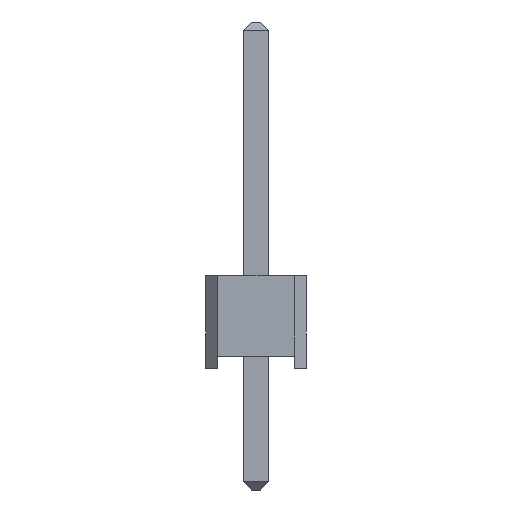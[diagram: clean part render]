
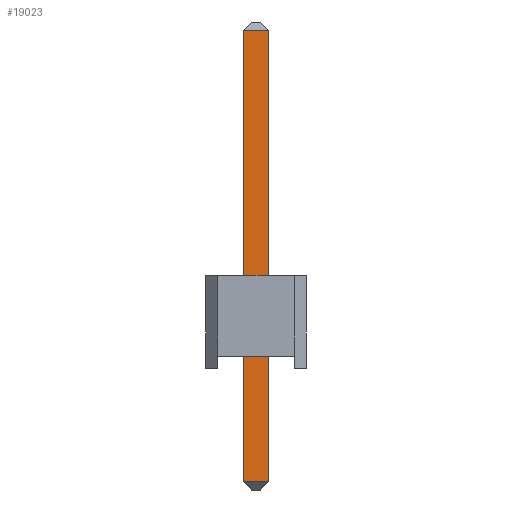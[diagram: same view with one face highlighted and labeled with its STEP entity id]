
A CAD part, left-side view. The second image highlights one B-rep face of the part: STEP entity #19023.
In plain terms, the highlighted planar face has unit normal (-1, 0, 0).
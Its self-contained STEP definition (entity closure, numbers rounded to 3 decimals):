
#18670 = PLANE('',#18671);
#18671 = AXIS2_PLACEMENT_3D('',#18672,#18673,#18674);
#18672 = CARTESIAN_POINT('',(-0.32,0.32,-3.));
#18673 = DIRECTION('',(-0.,1.,0.));
#18674 = DIRECTION('',(0.,0.,1.));
#18695 = VERTEX_POINT('',#18696);
#18696 = CARTESIAN_POINT('',(-0.32,0.32,-2.8));
#18722 = EDGE_CURVE('',#18695,#18723,#18725,.T.);
#18723 = VERTEX_POINT('',#18724);
#18724 = CARTESIAN_POINT('',(-0.32,0.32,8.34));
#18725 = SURFACE_CURVE('',#18726,(#18730,#18737),.PCURVE_S1.);
#18726 = LINE('',#18727,#18728);
#18727 = CARTESIAN_POINT('',(-0.32,0.32,-3.));
#18728 = VECTOR('',#18729,1.);
#18729 = DIRECTION('',(0.,-0.,1.));
#18730 = PCURVE('',#18670,#18731);
#18731 = DEFINITIONAL_REPRESENTATION('',(#18732),#18736);
#18732 = LINE('',#18733,#18734);
#18733 = CARTESIAN_POINT('',(0.,0.));
#18734 = VECTOR('',#18735,1.);
#18735 = DIRECTION('',(1.,0.));
#18736 = ( GEOMETRIC_REPRESENTATION_CONTEXT(2) 
PARAMETRIC_REPRESENTATION_CONTEXT() REPRESENTATION_CONTEXT('2D SPACE',''
  ) );
#18737 = PCURVE('',#18738,#18743);
#18738 = PLANE('',#18739);
#18739 = AXIS2_PLACEMENT_3D('',#18740,#18741,#18742);
#18740 = CARTESIAN_POINT('',(-0.32,-0.32,-3.));
#18741 = DIRECTION('',(-1.,0.,0.));
#18742 = DIRECTION('',(0.,0.,1.));
#18743 = DEFINITIONAL_REPRESENTATION('',(#18744),#18748);
#18744 = LINE('',#18745,#18746);
#18745 = CARTESIAN_POINT('',(0.,0.64));
#18746 = VECTOR('',#18747,1.);
#18747 = DIRECTION('',(1.,0.));
#18748 = ( GEOMETRIC_REPRESENTATION_CONTEXT(2) 
PARAMETRIC_REPRESENTATION_CONTEXT() REPRESENTATION_CONTEXT('2D SPACE',''
  ) );
#18850 = PLANE('',#18851);
#18851 = AXIS2_PLACEMENT_3D('',#18852,#18853,#18854);
#18852 = CARTESIAN_POINT('',(-0.22,-0.32,-2.9));
#18853 = DIRECTION('',(0.707,0.,0.707));
#18854 = DIRECTION('',(0.707,0.,-0.707));
#18883 = PLANE('',#18884);
#18884 = AXIS2_PLACEMENT_3D('',#18885,#18886,#18887);
#18885 = CARTESIAN_POINT('',(0.32,-0.32,-3.));
#18886 = DIRECTION('',(0.,-1.,0.));
#18887 = DIRECTION('',(0.,-0.,-1.));
#18963 = PLANE('',#18964);
#18964 = AXIS2_PLACEMENT_3D('',#18965,#18966,#18967);
#18965 = CARTESIAN_POINT('',(-0.22,-0.32,8.44));
#18966 = DIRECTION('',(-0.707,0.,0.707));
#18967 = DIRECTION('',(0.707,0.,0.707));
#19023 = ADVANCED_FACE('',(#19024),#18738,.T.);
#19024 = FACE_BOUND('',#19025,.T.);
#19025 = EDGE_LOOP('',(#19026,#19027,#19050,#19073));
#19026 = ORIENTED_EDGE('',*,*,#18722,.F.);
#19027 = ORIENTED_EDGE('',*,*,#19028,.T.);
#19028 = EDGE_CURVE('',#18695,#19029,#19031,.T.);
#19029 = VERTEX_POINT('',#19030);
#19030 = CARTESIAN_POINT('',(-0.32,-0.32,-2.8));
#19031 = SURFACE_CURVE('',#19032,(#19036,#19043),.PCURVE_S1.);
#19032 = LINE('',#19033,#19034);
#19033 = CARTESIAN_POINT('',(-0.32,-0.32,-2.8));
#19034 = VECTOR('',#19035,1.);
#19035 = DIRECTION('',(-0.,-1.,0.));
#19036 = PCURVE('',#18738,#19037);
#19037 = DEFINITIONAL_REPRESENTATION('',(#19038),#19042);
#19038 = LINE('',#19039,#19040);
#19039 = CARTESIAN_POINT('',(0.2,0.));
#19040 = VECTOR('',#19041,1.);
#19041 = DIRECTION('',(0.,-1.));
#19042 = ( GEOMETRIC_REPRESENTATION_CONTEXT(2) 
PARAMETRIC_REPRESENTATION_CONTEXT() REPRESENTATION_CONTEXT('2D SPACE',''
  ) );
#19043 = PCURVE('',#18850,#19044);
#19044 = DEFINITIONAL_REPRESENTATION('',(#19045),#19049);
#19045 = LINE('',#19046,#19047);
#19046 = CARTESIAN_POINT('',(-0.141,0.));
#19047 = VECTOR('',#19048,1.);
#19048 = DIRECTION('',(-0.,-1.));
#19049 = ( GEOMETRIC_REPRESENTATION_CONTEXT(2) 
PARAMETRIC_REPRESENTATION_CONTEXT() REPRESENTATION_CONTEXT('2D SPACE',''
  ) );
#19050 = ORIENTED_EDGE('',*,*,#19051,.T.);
#19051 = EDGE_CURVE('',#19029,#19052,#19054,.T.);
#19052 = VERTEX_POINT('',#19053);
#19053 = CARTESIAN_POINT('',(-0.32,-0.32,8.34));
#19054 = SURFACE_CURVE('',#19055,(#19059,#19066),.PCURVE_S1.);
#19055 = LINE('',#19056,#19057);
#19056 = CARTESIAN_POINT('',(-0.32,-0.32,-3.));
#19057 = VECTOR('',#19058,1.);
#19058 = DIRECTION('',(0.,0.,1.));
#19059 = PCURVE('',#18738,#19060);
#19060 = DEFINITIONAL_REPRESENTATION('',(#19061),#19065);
#19061 = LINE('',#19062,#19063);
#19062 = CARTESIAN_POINT('',(0.,0.));
#19063 = VECTOR('',#19064,1.);
#19064 = DIRECTION('',(1.,0.));
#19065 = ( GEOMETRIC_REPRESENTATION_CONTEXT(2) 
PARAMETRIC_REPRESENTATION_CONTEXT() REPRESENTATION_CONTEXT('2D SPACE',''
  ) );
#19066 = PCURVE('',#18883,#19067);
#19067 = DEFINITIONAL_REPRESENTATION('',(#19068),#19072);
#19068 = LINE('',#19069,#19070);
#19069 = CARTESIAN_POINT('',(-0.,-0.64));
#19070 = VECTOR('',#19071,1.);
#19071 = DIRECTION('',(-1.,0.));
#19072 = ( GEOMETRIC_REPRESENTATION_CONTEXT(2) 
PARAMETRIC_REPRESENTATION_CONTEXT() REPRESENTATION_CONTEXT('2D SPACE',''
  ) );
#19073 = ORIENTED_EDGE('',*,*,#19074,.T.);
#19074 = EDGE_CURVE('',#19052,#18723,#19075,.T.);
#19075 = SURFACE_CURVE('',#19076,(#19080,#19087),.PCURVE_S1.);
#19076 = LINE('',#19077,#19078);
#19077 = CARTESIAN_POINT('',(-0.32,-0.32,8.34));
#19078 = VECTOR('',#19079,1.);
#19079 = DIRECTION('',(0.,1.,-0.));
#19080 = PCURVE('',#18738,#19081);
#19081 = DEFINITIONAL_REPRESENTATION('',(#19082),#19086);
#19082 = LINE('',#19083,#19084);
#19083 = CARTESIAN_POINT('',(11.34,0.));
#19084 = VECTOR('',#19085,1.);
#19085 = DIRECTION('',(0.,1.));
#19086 = ( GEOMETRIC_REPRESENTATION_CONTEXT(2) 
PARAMETRIC_REPRESENTATION_CONTEXT() REPRESENTATION_CONTEXT('2D SPACE',''
  ) );
#19087 = PCURVE('',#18963,#19088);
#19088 = DEFINITIONAL_REPRESENTATION('',(#19089),#19093);
#19089 = LINE('',#19090,#19091);
#19090 = CARTESIAN_POINT('',(-0.141,0.));
#19091 = VECTOR('',#19092,1.);
#19092 = DIRECTION('',(0.,1.));
#19093 = ( GEOMETRIC_REPRESENTATION_CONTEXT(2) 
PARAMETRIC_REPRESENTATION_CONTEXT() REPRESENTATION_CONTEXT('2D SPACE',''
  ) );
